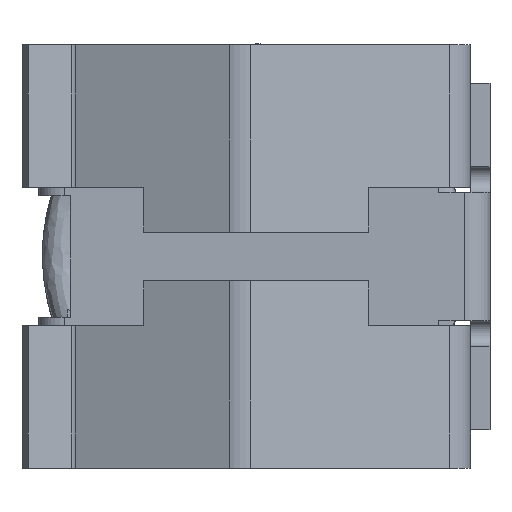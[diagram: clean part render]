
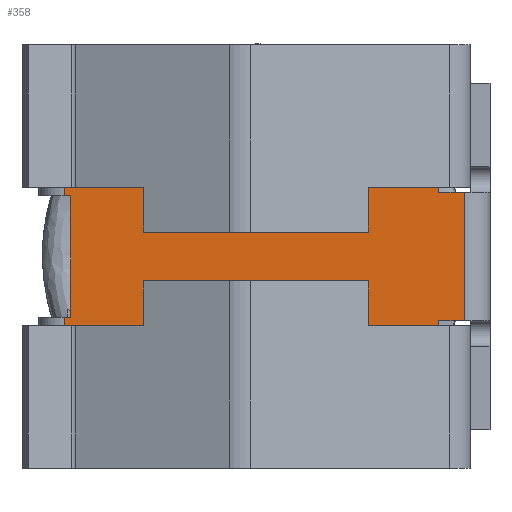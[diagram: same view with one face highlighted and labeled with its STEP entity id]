
A CAD part, front view. The second image highlights one B-rep face of the part: STEP entity #358.
In plain terms, the highlighted planar face has unit normal (0, -1, 0).
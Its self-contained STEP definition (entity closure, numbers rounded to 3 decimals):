
#358=ADVANCED_FACE('',(#558),#456,.T.);
#456=PLANE('',#2565);
#558=FACE_OUTER_BOUND('',#701,.T.);
#701=EDGE_LOOP('',(#1202,#1203,#1204,#1205,#1206,#1207,#1208,#1209,#1210,
#1211,#1212,#1213));
#1202=ORIENTED_EDGE('',*,*,#1851,.T.);
#1203=ORIENTED_EDGE('',*,*,#1852,.T.);
#1204=ORIENTED_EDGE('',*,*,#1853,.T.);
#1205=ORIENTED_EDGE('',*,*,#1838,.T.);
#1206=ORIENTED_EDGE('',*,*,#1854,.T.);
#1207=ORIENTED_EDGE('',*,*,#1855,.T.);
#1208=ORIENTED_EDGE('',*,*,#1856,.F.);
#1209=ORIENTED_EDGE('',*,*,#1857,.T.);
#1210=ORIENTED_EDGE('',*,*,#1858,.F.);
#1211=ORIENTED_EDGE('',*,*,#1859,.F.);
#1212=ORIENTED_EDGE('',*,*,#1860,.F.);
#1213=ORIENTED_EDGE('',*,*,#1861,.T.);
#1546=VERTEX_POINT('',#3739);
#1549=VERTEX_POINT('',#3744);
#1562=VERTEX_POINT('',#3773);
#1563=VERTEX_POINT('',#3774);
#1564=VERTEX_POINT('',#3776);
#1565=VERTEX_POINT('',#3779);
#1566=VERTEX_POINT('',#3781);
#1567=VERTEX_POINT('',#3783);
#1568=VERTEX_POINT('',#3785);
#1569=VERTEX_POINT('',#3787);
#1570=VERTEX_POINT('',#3789);
#1571=VERTEX_POINT('',#3791);
#1838=EDGE_CURVE('',#1546,#1549,#2103,.T.);
#1851=EDGE_CURVE('',#1562,#1563,#2116,.T.);
#1852=EDGE_CURVE('',#1563,#1564,#2117,.T.);
#1853=EDGE_CURVE('',#1564,#1546,#2118,.T.);
#1854=EDGE_CURVE('',#1549,#1565,#2119,.T.);
#1855=EDGE_CURVE('',#1565,#1566,#2120,.T.);
#1856=EDGE_CURVE('',#1567,#1566,#2121,.T.);
#1857=EDGE_CURVE('',#1567,#1568,#2122,.T.);
#1858=EDGE_CURVE('',#1569,#1568,#2123,.T.);
#1859=EDGE_CURVE('',#1570,#1569,#2124,.T.);
#1860=EDGE_CURVE('',#1571,#1570,#2125,.T.);
#1861=EDGE_CURVE('',#1571,#1562,#2126,.T.);
#2103=LINE('',#3745,#2344);
#2116=LINE('',#3772,#2357);
#2117=LINE('',#3775,#2358);
#2118=LINE('',#3777,#2359);
#2119=LINE('',#3778,#2360);
#2120=LINE('',#3780,#2361);
#2121=LINE('',#3782,#2362);
#2122=LINE('',#3784,#2363);
#2123=LINE('',#3786,#2364);
#2124=LINE('',#3788,#2365);
#2125=LINE('',#3790,#2366);
#2126=LINE('',#3792,#2367);
#2344=VECTOR('',#3063,1.);
#2357=VECTOR('',#3080,1.);
#2358=VECTOR('',#3081,1.);
#2359=VECTOR('',#3082,1.);
#2360=VECTOR('',#3083,1.);
#2361=VECTOR('',#3084,1.);
#2362=VECTOR('',#3085,1.);
#2363=VECTOR('',#3086,1.);
#2364=VECTOR('',#3087,1.);
#2365=VECTOR('',#3088,1.);
#2366=VECTOR('',#3089,1.);
#2367=VECTOR('',#3090,1.);
#2565=AXIS2_PLACEMENT_3D('',#3793,#3091,#3092);
#3063=DIRECTION('',(0.,0.,1.));
#3080=DIRECTION('',(1.,0.,0.));
#3081=DIRECTION('',(0.,0.,1.));
#3082=DIRECTION('',(1.,0.,0.));
#3083=DIRECTION('',(-1.,0.,0.));
#3084=DIRECTION('',(0.,0.,1.));
#3085=DIRECTION('',(1.,0.,0.));
#3086=DIRECTION('',(0.,0.,-1.));
#3087=DIRECTION('',(-1.,0.,0.));
#3088=DIRECTION('',(0.,0.,1.));
#3089=DIRECTION('',(1.,0.,0.));
#3090=DIRECTION('',(0.,0.,-1.));
#3091=DIRECTION('',(0.,-1.,0.));
#3092=DIRECTION('',(0.,0.,1.));
#3739=CARTESIAN_POINT('',(-32.5,29.,-5.));
#3744=CARTESIAN_POINT('',(-32.5,29.,5.));
#3745=CARTESIAN_POINT('',(-32.5,29.,-13.5));
#3772=CARTESIAN_POINT('',(-65.7,29.,-13.5));
#3773=CARTESIAN_POINT('',(-63.7,29.,-13.5));
#3774=CARTESIAN_POINT('',(-34.5,29.,-13.5));
#3775=CARTESIAN_POINT('',(-34.5,29.,-17.));
#3776=CARTESIAN_POINT('',(-34.5,29.,-5.));
#3777=CARTESIAN_POINT('',(-34.5,29.,-5.));
#3778=CARTESIAN_POINT('',(-28.468,29.,5.));
#3779=CARTESIAN_POINT('',(-34.5,29.,5.));
#3780=CARTESIAN_POINT('',(-34.5,29.,5.));
#3781=CARTESIAN_POINT('',(-34.5,29.,13.5));
#3782=CARTESIAN_POINT('',(-65.7,29.,13.5));
#3783=CARTESIAN_POINT('',(-63.7,29.,13.5));
#3784=CARTESIAN_POINT('',(-63.7,29.,-13.5));
#3785=CARTESIAN_POINT('',(-63.7,29.,4.75));
#3786=CARTESIAN_POINT('',(-63.2,29.,4.75));
#3787=CARTESIAN_POINT('',(-63.2,29.,4.75));
#3788=CARTESIAN_POINT('',(-63.2,29.,-4.75));
#3789=CARTESIAN_POINT('',(-63.2,29.,-4.75));
#3790=CARTESIAN_POINT('',(-68.7,29.,-4.75));
#3791=CARTESIAN_POINT('',(-63.7,29.,-4.75));
#3792=CARTESIAN_POINT('',(-63.7,29.,-13.5));
#3793=CARTESIAN_POINT('',(-65.7,29.,-13.5));
